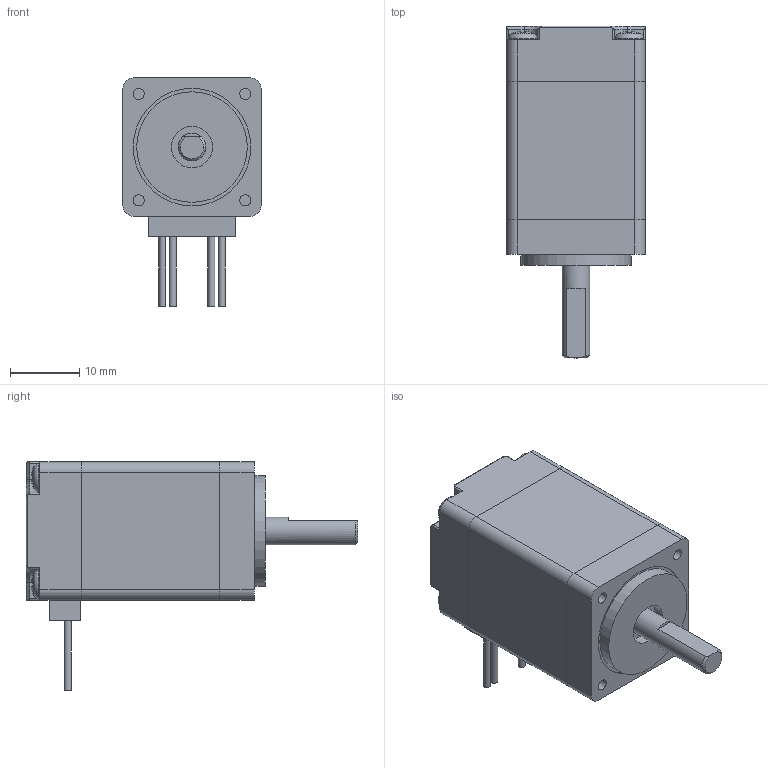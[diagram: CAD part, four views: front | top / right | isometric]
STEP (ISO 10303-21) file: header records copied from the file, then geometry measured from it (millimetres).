
FILE_DESCRIPTION( ( '' ), '1' );
FILE_NAME( 'MS213-05AB.stp', '2015-07-27T06:14:53', ( 'Dimamotor' ), ( 'Dimamotor' ), 'PSStep 17.0.49', ' ', ' ' );
FILE_SCHEMA( ( 'AUTOMOTIVE_DESIGN { 1 0 10303 214 1 1 1 1 }' ) );
Length unit declared in the file: millimetre
Products named in the file (6): 步進MS21_單軸下蓋(四線式); Screw_ANSI_B18.6.3_09F_UNC_No2x7I16_v12.00; Assem1; 步進MS21_上蓋; 步進MS213_定子
Assembly tree (8 placements, depth 3):
  Assem1
    步進MS21_上蓋
    步進MS213_定子
    步進MS21_單軸下蓋(四線式)
      步進MS21_單軸下蓋(四線式)
      Screw_ANSI_B18.6.3_09F_UNC_No2x7I16_v12.00  x4
Bounding box: 20 x 48 x 33 mm (x, y, z)
Volume: 13014.4 mm3; surface area: 6639.4 mm2
Topology: 7 solids, 7 shells, 223 faces, 547 edges, 355 vertices
Faces by surface type: plane 117, cylinder 77, cone 21, sphere 4, torus 4
Full cylindrical faces by diameter (mm): 1 x4, 1.6 x8, 2.184 x8, 2.2 x4, 4 x2, 6 x5, 16 x1, 17 x1
Entity records: 5340 total; most frequent: DIRECTION 746, CARTESIAN_POINT 745, ORIENTED_EDGE 614, EDGE_CURVE 307, AXIS2_PLACEMENT_3D 293, VERTEX_POINT 220, EDGE_LOOP 207, FACE_OUTER_BOUND 171
